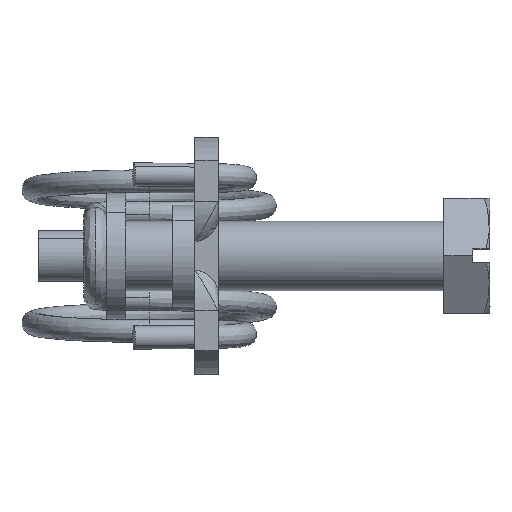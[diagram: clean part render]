
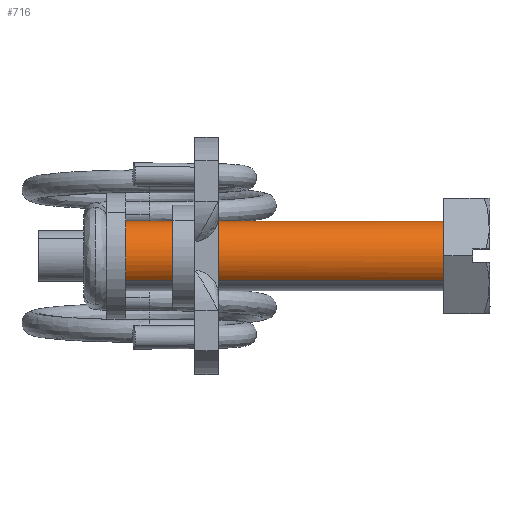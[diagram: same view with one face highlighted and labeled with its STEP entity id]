
A CAD part, top view. The second image highlights one B-rep face of the part: STEP entity #716.
In plain terms, the highlighted free-form (B-spline) face has degree [2, 1] with [5, 2] control points.
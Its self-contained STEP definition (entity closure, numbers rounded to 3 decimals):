
#492=CARTESIAN_POINT('',(-27.5,0.0,3.0));
#493=VERTEX_POINT('',#492);
#494=CARTESIAN_POINT('',(-27.5,3.,0.));
#495=VERTEX_POINT('',#494);
#496=CARTESIAN_POINT('',(-27.5,0.0,3.0));
#497=CARTESIAN_POINT('',(-27.5,0.307,3.));
#498=CARTESIAN_POINT('',(-27.5,0.773,2.928));
#499=CARTESIAN_POINT('',(-27.5,1.309,2.71));
#500=CARTESIAN_POINT('',(-27.5,1.693,2.489));
#501=CARTESIAN_POINT('',(-27.5,2.091,2.179));
#502=CARTESIAN_POINT('',(-27.5,2.438,1.776));
#503=CARTESIAN_POINT('',(-27.5,2.719,1.3));
#504=CARTESIAN_POINT('',(-27.5,2.937,0.736));
#505=CARTESIAN_POINT('',(-27.5,3.,0.27));
#506=CARTESIAN_POINT('',(-27.5,3.,0.));
#507=B_SPLINE_CURVE_WITH_KNOTS('',3,(#496,#497,#498,#499,#500,#501,#502,#503,#504,#505,#506),.UNSPECIFIED.,.F.,.U.,(4,1,1,1,1,1,1,1,4),(0.,0.92,1.399,1.73,2.246,2.908,3.313,3.902,4.712),.UNSPECIFIED.);
#508=EDGE_CURVE('',#493,#495,#507,.T.);
#510=CARTESIAN_POINT('',(-27.5,2.103,-2.14));
#511=VERTEX_POINT('',#510);
#512=CARTESIAN_POINT('',(-27.5,3.,0.));
#513=CARTESIAN_POINT('',(-27.5,3.,-0.186));
#514=CARTESIAN_POINT('',(-27.5,2.969,-0.521));
#515=CARTESIAN_POINT('',(-27.5,2.844,-0.99));
#516=CARTESIAN_POINT('',(-27.5,2.655,-1.424));
#517=CARTESIAN_POINT('',(-27.5,2.406,-1.812));
#518=CARTESIAN_POINT('',(-27.5,2.2,-2.044));
#519=CARTESIAN_POINT('',(-27.5,2.103,-2.14));
#520=B_SPLINE_CURVE_WITH_KNOTS('',3,(#512,#513,#514,#515,#516,#517,#518,#519),.UNSPECIFIED.,.F.,.U.,(4,1,1,1,1,4),(0.,0.558,1.005,1.452,1.973,2.382),.UNSPECIFIED.);
#521=EDGE_CURVE('',#495,#511,#520,.T.);
#550=CARTESIAN_POINT('',(-27.5,-2.103,2.14));
#551=VERTEX_POINT('',#550);
#562=CARTESIAN_POINT('',(-27.5,-2.103,2.14));
#563=CARTESIAN_POINT('',(-27.5,-1.921,2.318));
#564=CARTESIAN_POINT('',(-27.5,-1.599,2.562));
#565=CARTESIAN_POINT('',(-27.5,-1.084,2.811));
#566=CARTESIAN_POINT('',(-27.5,-0.582,2.961));
#567=CARTESIAN_POINT('',(-27.5,-0.206,3.));
#568=CARTESIAN_POINT('',(-27.5,0.0,3.0));
#569=B_SPLINE_CURVE_WITH_KNOTS('',3,(#562,#563,#564,#565,#566,#567,#568),.UNSPECIFIED.,.F.,.U.,(4,1,1,1,4),(0.,0.765,1.201,1.711,2.33),.UNSPECIFIED.);
#570=EDGE_CURVE('',#551,#493,#569,.T.);
#595=CARTESIAN_POINT('',(0.,2.103,-2.14));
#596=VERTEX_POINT('',#595);
#624=CARTESIAN_POINT('',(0.,-2.103,2.14));
#625=VERTEX_POINT('',#624);
#636=CARTESIAN_POINT('',(0.,-2.103,2.14));
#637=CARTESIAN_POINT('',(-27.5,-2.103,2.14));
#638=QUASI_UNIFORM_CURVE('',1,(#636,#637),.UNSPECIFIED.,.F.,.U.);
#639=EDGE_CURVE('',#625,#551,#638,.T.);
#644=CARTESIAN_POINT('',(0.,2.103,-2.14));
#645=CARTESIAN_POINT('',(-27.5,2.103,-2.14));
#646=QUASI_UNIFORM_CURVE('',1,(#644,#645),.UNSPECIFIED.,.F.,.U.);
#647=EDGE_CURVE('',#596,#511,#646,.T.);
#652=CARTESIAN_POINT('',(0.688,-2.103,2.14));
#653=CARTESIAN_POINT('',(0.688,0.037,4.242));
#654=CARTESIAN_POINT('',(0.688,2.14,2.103));
#655=CARTESIAN_POINT('',(0.688,4.242,-0.037));
#656=CARTESIAN_POINT('',(0.688,2.103,-2.14));
#657=CARTESIAN_POINT('',(-28.205,-2.103,2.14));
#658=CARTESIAN_POINT('',(-28.205,0.037,4.242));
#659=CARTESIAN_POINT('',(-28.205,2.14,2.103));
#660=CARTESIAN_POINT('',(-28.205,4.242,-0.037));
#661=CARTESIAN_POINT('',(-28.205,2.103,-2.14));
#669=(BOUNDED_SURFACE()B_SPLINE_SURFACE(2,1,((#652,#657),(#653,#658),(#654,#659),(#655,#660),(#656,#661)),.UNSPECIFIED.,.F.,.F.,.U.)B_SPLINE_SURFACE_WITH_KNOTS((3,2,3),(2,2),(0.0,4.971,9.941),(0.0,28.892),.UNSPECIFIED.)GEOMETRIC_REPRESENTATION_ITEM()RATIONAL_B_SPLINE_SURFACE(((1.0,1.0),(0.707,0.707),(1.0,1.0),(0.707,0.707),(1.0,1.0)))REPRESENTATION_ITEM('')SURFACE());
#670=CARTESIAN_POINT('',(0.0,3.,0.));
#671=VERTEX_POINT('',#670);
#672=CARTESIAN_POINT('',(0.,2.103,-2.14));
#673=CARTESIAN_POINT('',(0.,2.2,-2.044));
#674=CARTESIAN_POINT('',(0.,2.406,-1.812));
#675=CARTESIAN_POINT('',(0.,2.642,-1.445));
#676=CARTESIAN_POINT('',(0.,2.835,-1.014));
#677=CARTESIAN_POINT('',(0.,2.966,-0.546));
#678=CARTESIAN_POINT('',(0.,3.,-0.186));
#679=CARTESIAN_POINT('',(0.0,3.,0.));
#680=B_SPLINE_CURVE_WITH_KNOTS('',3,(#672,#673,#674,#675,#676,#677,#678,#679),.UNSPECIFIED.,.F.,.U.,(4,1,1,1,1,4),(0.,0.409,0.931,1.303,1.824,2.382),.UNSPECIFIED.);
#681=EDGE_CURVE('',#596,#671,#680,.T.);
#682=ORIENTED_EDGE('',*,*,#681,.F.);
#683=ORIENTED_EDGE('',*,*,#647,.T.);
#684=ORIENTED_EDGE('',*,*,#521,.F.);
#685=ORIENTED_EDGE('',*,*,#508,.F.);
#686=ORIENTED_EDGE('',*,*,#570,.F.);
#687=ORIENTED_EDGE('',*,*,#639,.F.);
#688=CARTESIAN_POINT('',(0.0,0.0,3.0));
#689=VERTEX_POINT('',#688);
#690=CARTESIAN_POINT('',(0.0,0.0,3.0));
#691=CARTESIAN_POINT('',(0.,-0.206,3.));
#692=CARTESIAN_POINT('',(0.,-0.631,2.956));
#693=CARTESIAN_POINT('',(0.,-1.2,2.77));
#694=CARTESIAN_POINT('',(0.,-1.699,2.491));
#695=CARTESIAN_POINT('',(0.,-1.973,2.267));
#696=CARTESIAN_POINT('',(0.,-2.103,2.14));
#697=B_SPLINE_CURVE_WITH_KNOTS('',3,(#690,#691,#692,#693,#694,#695,#696),.UNSPECIFIED.,.F.,.U.,(4,1,1,1,4),(0.,0.619,1.274,1.784,2.33),.UNSPECIFIED.);
#698=EDGE_CURVE('',#689,#625,#697,.T.);
#699=ORIENTED_EDGE('',*,*,#698,.F.);
#700=CARTESIAN_POINT('',(0.0,3.,0.));
#701=CARTESIAN_POINT('',(0.0,3.,0.258));
#702=CARTESIAN_POINT('',(0.0,2.946,0.675));
#703=CARTESIAN_POINT('',(0.0,2.738,1.267));
#704=CARTESIAN_POINT('',(0.0,2.468,1.738));
#705=CARTESIAN_POINT('',(0.0,2.105,2.158));
#706=CARTESIAN_POINT('',(0.0,1.734,2.463));
#707=CARTESIAN_POINT('',(0.0,1.3,2.719));
#708=CARTESIAN_POINT('',(0.0,0.736,2.937));
#709=CARTESIAN_POINT('',(0.0,0.27,3.));
#710=CARTESIAN_POINT('',(0.0,0.0,3.0));
#711=B_SPLINE_CURVE_WITH_KNOTS('',3,(#700,#701,#702,#703,#704,#705,#706,#707,#708,#709,#710),.UNSPECIFIED.,.F.,.U.,(4,1,1,1,1,1,1,1,4),(0.,0.773,1.252,1.878,2.393,2.908,3.313,3.902,4.712),.UNSPECIFIED.);
#712=EDGE_CURVE('',#671,#689,#711,.T.);
#713=ORIENTED_EDGE('',*,*,#712,.F.);
#714=EDGE_LOOP('',(#682,#683,#684,#685,#686,#687,#699,#713));
#715=FACE_OUTER_BOUND('',#714,.T.);
#716=ADVANCED_FACE('',(#715),#669,.T.);
